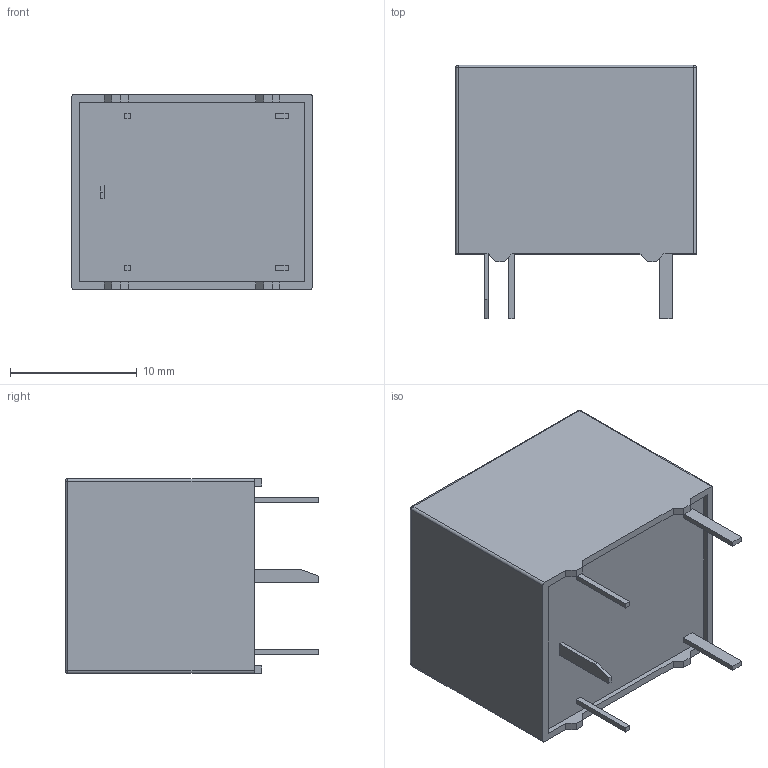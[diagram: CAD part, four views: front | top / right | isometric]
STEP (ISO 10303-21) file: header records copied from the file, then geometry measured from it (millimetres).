
FILE_DESCRIPTION (( 'STEP AP214' ), '1' );
FILE_NAME ('JQC-3FF-SZ.STEP', '2024-01-10T04:49:19', ( '' ), ( '' ), 'SwSTEP 2.0', 'SolidWorks 2021', '' );
FILE_SCHEMA (( 'AUTOMOTIVE_DESIGN' ));
Length unit declared in the file: millimetre
Products named in the file (1): JQC-3FF-SZ
Bounding box: 19 x 20 x 15.4 mm (x, y, z)
Volume: 4267.5 mm3; surface area: 1699.2 mm2
Topology: 6 solids, 6 shells, 69 faces, 163 edges, 102 vertices
Faces by surface type: plane 57, cylinder 8, sphere 4
Entity records: 1992 total; most frequent: CARTESIAN_POINT 331, ORIENTED_EDGE 318, DIRECTION 315, EDGE_CURVE 159, LINE 143, VECTOR 143, VERTEX_POINT 102, AXIS2_PLACEMENT_3D 86
